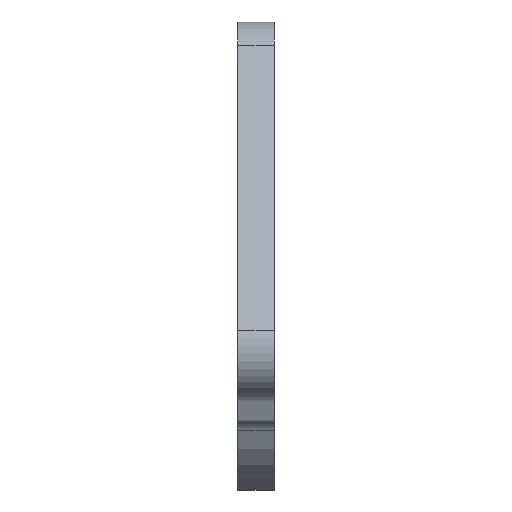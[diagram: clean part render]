
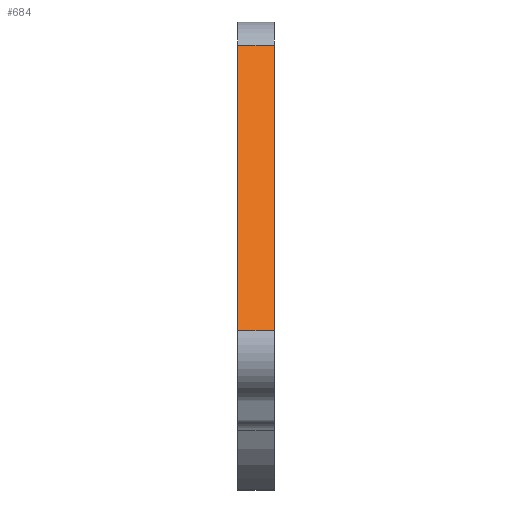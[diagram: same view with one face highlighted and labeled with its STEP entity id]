
A CAD part, top view. The second image highlights one B-rep face of the part: STEP entity #684.
In plain terms, the highlighted planar face has unit normal (0, 0.499, 0.866).
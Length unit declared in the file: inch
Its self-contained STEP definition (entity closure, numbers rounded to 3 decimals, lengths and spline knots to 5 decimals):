
#33=PLANE('',#767);
#63=FACE_OUTER_BOUND('',#98,.T.);
#98=EDGE_LOOP('',(#533,#534,#535,#536));
#160=LINE('',#1155,#215);
#161=LINE('',#1157,#216);
#162=LINE('',#1159,#217);
#163=LINE('',#1160,#218);
#215=VECTOR('',#945,0.3937);
#216=VECTOR('',#946,0.3937);
#217=VECTOR('',#947,0.3937);
#218=VECTOR('',#948,0.3937);
#328=VERTEX_POINT('',#1153);
#329=VERTEX_POINT('',#1154);
#330=VERTEX_POINT('',#1156);
#331=VERTEX_POINT('',#1158);
#414=EDGE_CURVE('',#328,#329,#160,.T.);
#415=EDGE_CURVE('',#328,#330,#161,.T.);
#416=EDGE_CURVE('',#331,#330,#162,.T.);
#417=EDGE_CURVE('',#329,#331,#163,.T.);
#533=ORIENTED_EDGE('',*,*,#414,.F.);
#534=ORIENTED_EDGE('',*,*,#415,.T.);
#535=ORIENTED_EDGE('',*,*,#416,.F.);
#536=ORIENTED_EDGE('',*,*,#417,.F.);
#684=ADVANCED_FACE('',(#63),#33,.T.);
#767=AXIS2_PLACEMENT_3D('',#1152,#943,#944);
#943=DIRECTION('center_axis',(0.,0.499,0.866));
#944=DIRECTION('ref_axis',(0.,-0.866,0.499));
#945=DIRECTION('',(0.,0.866,-0.499));
#946=DIRECTION('',(1.,0.,0.));
#947=DIRECTION('',(0.,-0.866,0.499));
#948=DIRECTION('',(1.,0.,0.));
#1152=CARTESIAN_POINT('Origin',(0.,-0.88189,2.33089));
#1153=CARTESIAN_POINT('',(0.,-2.85663,3.46908));
#1154=CARTESIAN_POINT('',(0.,-0.88189,2.33089));
#1155=CARTESIAN_POINT('',(0.,-2.85663,3.46908));
#1156=CARTESIAN_POINT('',(0.25,-2.85663,3.46908));
#1157=CARTESIAN_POINT('',(0.,-2.85663,3.46908));
#1158=CARTESIAN_POINT('',(0.25,-0.88189,2.33089));
#1159=CARTESIAN_POINT('',(0.25,-2.85663,3.46908));
#1160=CARTESIAN_POINT('',(0.,-0.88189,2.33089));
